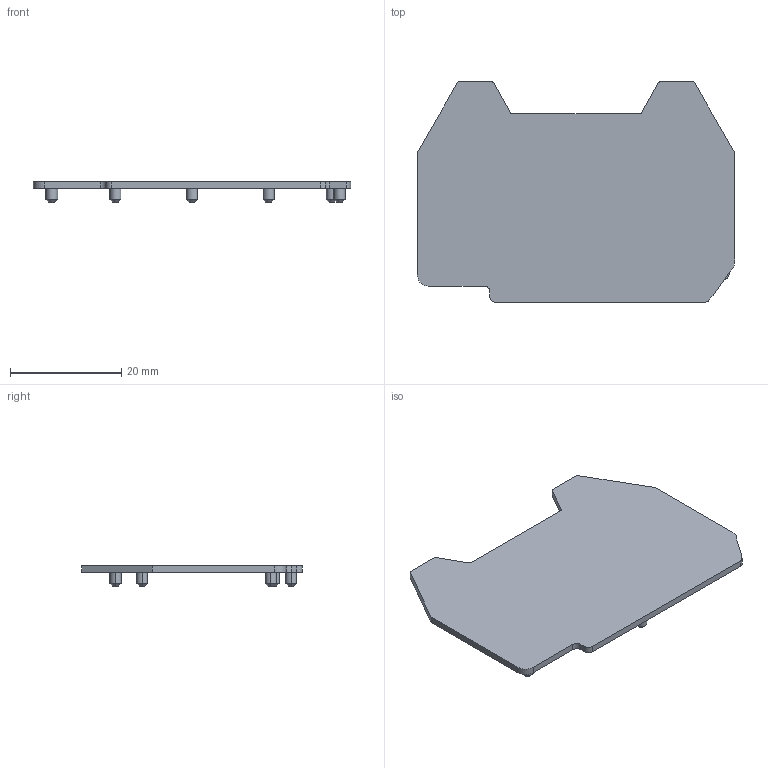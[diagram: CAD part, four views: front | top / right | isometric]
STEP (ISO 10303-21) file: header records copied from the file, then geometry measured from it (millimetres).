
FILE_DESCRIPTION (( 'STEP AP214' ), '1' );
FILE_NAME ('KN-ECG12SP4.step', '2015-05-04T11:25:29', ( '' ), ( '' ), 'SwSTEP 2.0', 'SolidWorks 2014', '' );
FILE_SCHEMA (( 'AUTOMOTIVE_DESIGN' ));
Length unit declared in the file: millimetre
Products named in the file (1): KN-ECG12SP4
Bounding box: 57.1 x 39.65 x 3.7 mm (x, y, z)
Volume: 2395.6 mm3; surface area: 4294.4 mm2
Topology: 1 solids, 1 shells, 82 faces, 185 edges, 118 vertices
Faces by surface type: cylinder 38, plane 30, cone 14
Entity records: 3249 total; most frequent: DIRECTION 443, CARTESIAN_POINT 386, ORIENTED_EDGE 370, EDGE_CURVE 185, AXIS2_PLACEMENT_3D 175, VERTEX_POINT 118, EDGE_LOOP 95, LINE 93
